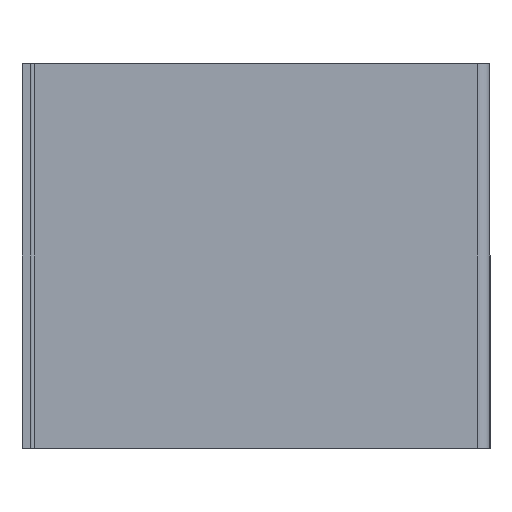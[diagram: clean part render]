
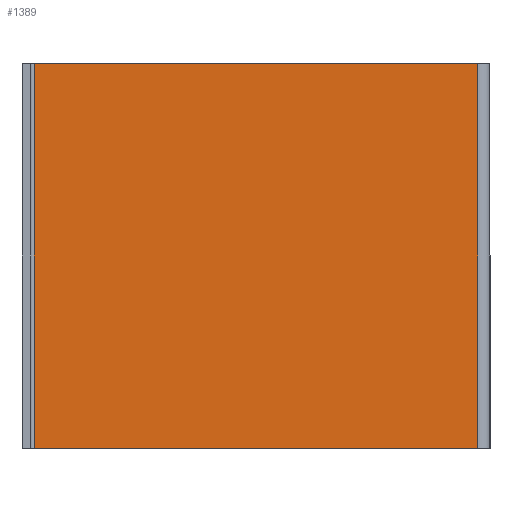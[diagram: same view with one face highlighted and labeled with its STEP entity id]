
A CAD part, left-side view. The second image highlights one B-rep face of the part: STEP entity #1389.
In plain terms, the highlighted planar face has unit normal (-1, 0, 0).
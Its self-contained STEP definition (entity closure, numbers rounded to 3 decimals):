
#20 = LINE ( 'NONE', #1185, #237 ) ;
#82 = CARTESIAN_POINT ( 'NONE',  ( -58.4, 72., 31. ) ) ;
#108 = VECTOR ( 'NONE', #790, 1000. ) ;
#118 = EDGE_CURVE ( 'NONE', #1028, #1458, #20, .T. ) ;
#137 = VECTOR ( 'NONE', #594, 1000. ) ;
#162 = ORIENTED_EDGE ( 'NONE', *, *, #1176, .T. ) ;
#237 = VECTOR ( 'NONE', #1448, 1000. ) ;
#325 = CARTESIAN_POINT ( 'NONE',  ( -58.4, 0.6, 31. ) ) ;
#454 = DIRECTION ( 'NONE',  ( 0., 0., 1. ) ) ;
#456 = DIRECTION ( 'NONE',  ( -1., 0., 0. ) ) ;
#465 = CARTESIAN_POINT ( 'NONE',  ( -58.4, 0., 31. ) ) ;
#478 = PLANE ( 'NONE',  #1571 ) ;
#594 = DIRECTION ( 'NONE',  ( 0., -1., 0. ) ) ;
#608 = CARTESIAN_POINT ( 'NONE',  ( -58.4, 0., -31. ) ) ;
#668 = EDGE_CURVE ( 'NONE', #1563, #910, #915, .T. ) ;
#736 = CARTESIAN_POINT ( 'NONE',  ( -58.4, 72., -31. ) ) ;
#775 = ORIENTED_EDGE ( 'NONE', *, *, #668, .F. ) ;
#790 = DIRECTION ( 'NONE',  ( 0., 1., 0. ) ) ;
#812 = CARTESIAN_POINT ( 'NONE',  ( -58.4, 0., 31. ) ) ;
#839 = FACE_OUTER_BOUND ( 'NONE', #988, .T. ) ;
#883 = VECTOR ( 'NONE', #1202, 1000. ) ;
#893 = ORIENTED_EDGE ( 'NONE', *, *, #983, .T. ) ;
#905 = CARTESIAN_POINT ( 'NONE',  ( -58.4, 0.6, -31. ) ) ;
#910 = VERTEX_POINT ( 'NONE', #905 ) ;
#915 = LINE ( 'NONE', #1107, #883 ) ;
#983 = EDGE_CURVE ( 'NONE', #1563, #1458, #1165, .T. ) ;
#988 = EDGE_LOOP ( 'NONE', ( #1237, #162, #775, #893 ) ) ;
#1028 = VERTEX_POINT ( 'NONE', #736 ) ;
#1107 = CARTESIAN_POINT ( 'NONE',  ( -58.4, 0.6, -31. ) ) ;
#1165 = LINE ( 'NONE', #812, #108 ) ;
#1176 = EDGE_CURVE ( 'NONE', #1028, #910, #1226, .T. ) ;
#1185 = CARTESIAN_POINT ( 'NONE',  ( -58.4, 72., 31. ) ) ;
#1202 = DIRECTION ( 'NONE',  ( 0., 0., -1. ) ) ;
#1226 = LINE ( 'NONE', #608, #137 ) ;
#1237 = ORIENTED_EDGE ( 'NONE', *, *, #118, .F. ) ;
#1389 = ADVANCED_FACE ( 'NONE', ( #839 ), #478, .T. ) ;
#1448 = DIRECTION ( 'NONE',  ( 0., 0., 1. ) ) ;
#1458 = VERTEX_POINT ( 'NONE', #82 ) ;
#1563 = VERTEX_POINT ( 'NONE', #325 ) ;
#1571 = AXIS2_PLACEMENT_3D ( 'NONE', #465, #456, #454 ) ;
